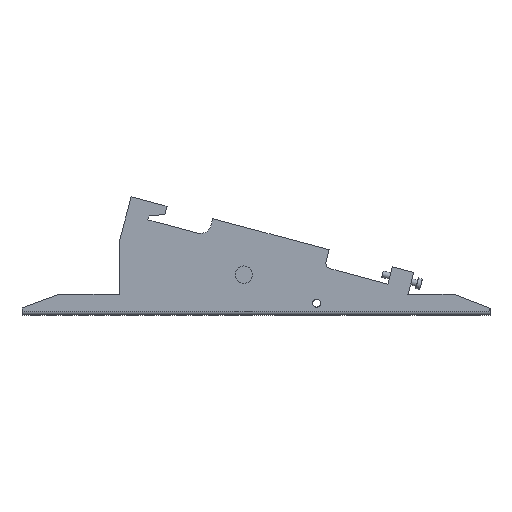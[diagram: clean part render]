
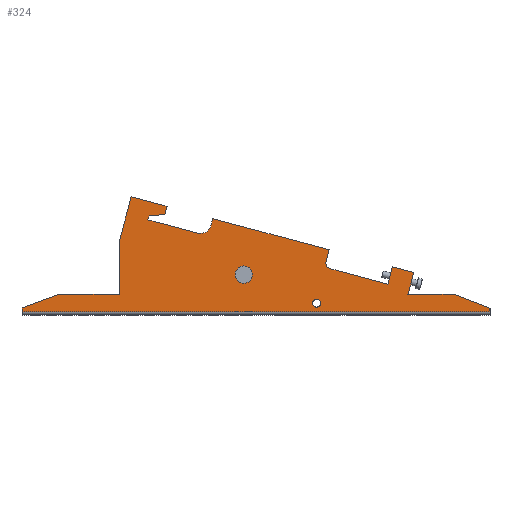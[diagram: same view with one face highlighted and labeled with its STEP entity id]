
A CAD part, left-side view. The second image highlights one B-rep face of the part: STEP entity #324.
In plain terms, the highlighted planar face has unit normal (-1, 0, 0).
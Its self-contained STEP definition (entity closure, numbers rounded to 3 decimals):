
#324=ADVANCED_FACE('NONE',(#715,#716,#717),#718,.T.);
#715=FACE_OUTER_BOUND('',#1137,.T.);
#716=FACE_BOUND('',#1138,.T.);
#717=FACE_BOUND('',#1139,.T.);
#718=PLANE('',#1140);
#1137=EDGE_LOOP('',(#2108,#2109,#2110,#2111,#2112,#2113,#2114,#2115,#2116,#2117,#2118,#2119,#2120,#2121,#2122,#2123,#2124,#2125,#2126,#2127,#2128,#2129,#2130,#2131));
#1138=EDGE_LOOP('',(#2132,#2133));
#1139=EDGE_LOOP('',(#2134,#2135));
#1140=AXIS2_PLACEMENT_3D('',#2136,#2137,#2138);
#2108=ORIENTED_EDGE('',*,*,#2854,.F.);
#2109=ORIENTED_EDGE('',*,*,#2803,.F.);
#2110=ORIENTED_EDGE('',*,*,#2501,.F.);
#2111=ORIENTED_EDGE('',*,*,#2855,.F.);
#2112=ORIENTED_EDGE('',*,*,#2584,.F.);
#2113=ORIENTED_EDGE('',*,*,#2567,.F.);
#2114=ORIENTED_EDGE('',*,*,#2496,.F.);
#2115=ORIENTED_EDGE('',*,*,#2646,.F.);
#2116=ORIENTED_EDGE('',*,*,#2800,.F.);
#2117=ORIENTED_EDGE('',*,*,#2844,.F.);
#2118=ORIENTED_EDGE('',*,*,#2486,.F.);
#2119=ORIENTED_EDGE('',*,*,#2718,.F.);
#2120=ORIENTED_EDGE('',*,*,#2856,.F.);
#2121=ORIENTED_EDGE('',*,*,#2857,.F.);
#2122=ORIENTED_EDGE('',*,*,#2831,.F.);
#2123=ORIENTED_EDGE('',*,*,#2809,.F.);
#2124=ORIENTED_EDGE('',*,*,#2858,.F.);
#2125=ORIENTED_EDGE('',*,*,#2565,.F.);
#2126=ORIENTED_EDGE('',*,*,#2576,.F.);
#2127=ORIENTED_EDGE('',*,*,#2612,.F.);
#2128=ORIENTED_EDGE('',*,*,#2859,.F.);
#2129=ORIENTED_EDGE('',*,*,#2650,.F.);
#2130=ORIENTED_EDGE('',*,*,#2827,.T.);
#2131=ORIENTED_EDGE('',*,*,#2860,.T.);
#2132=ORIENTED_EDGE('',*,*,#2861,.F.);
#2133=ORIENTED_EDGE('',*,*,#2635,.F.);
#2134=ORIENTED_EDGE('',*,*,#2791,.F.);
#2135=ORIENTED_EDGE('',*,*,#2667,.F.);
#2136=CARTESIAN_POINT('',(-0.69,17.0,4.994));
#2137=DIRECTION('',(-1.0,0.0,0.0));
#2138=DIRECTION('',(0.0,0.0,1.0));
#2486=EDGE_CURVE('NONE',#2990,#2986,#2992,.T.);
#2496=EDGE_CURVE('NONE',#3008,#3004,#3010,.T.);
#2501=EDGE_CURVE('NONE',#3017,#3013,#3019,.T.);
#2565=EDGE_CURVE('NONE',#3132,#3130,#3134,.T.);
#2567=EDGE_CURVE('NONE',#3004,#3136,#3137,.T.);
#2576=EDGE_CURVE('NONE',#3150,#3132,#3152,.T.);
#2584=EDGE_CURVE('NONE',#3136,#3160,#3161,.T.);
#2612=EDGE_CURVE('NONE',#3203,#3150,#3205,.T.);
#2635=EDGE_CURVE('NONE',#3237,#3239,#3240,.T.);
#2646=EDGE_CURVE('NONE',#3254,#3008,#3256,.T.);
#2650=EDGE_CURVE('NONE',#3260,#3258,#3262,.T.);
#2667=EDGE_CURVE('NONE',#3288,#3290,#3291,.T.);
#2718=EDGE_CURVE('NONE',#3366,#2990,#3368,.T.);
#2791=EDGE_CURVE('NONE',#3290,#3288,#3483,.T.);
#2800=EDGE_CURVE('NONE',#3492,#3254,#3494,.T.);
#2803=EDGE_CURVE('NONE',#3013,#3496,#3498,.T.);
#2809=EDGE_CURVE('NONE',#3504,#3502,#3506,.T.);
#2827=EDGE_CURVE('NONE',#3260,#3527,#3529,.T.);
#2831=EDGE_CURVE('NONE',#3502,#3532,#3534,.T.);
#2844=EDGE_CURVE('NONE',#2986,#3492,#3548,.T.);
#2854=EDGE_CURVE('NONE',#3496,#3558,#3559,.T.);
#2855=EDGE_CURVE('NONE',#3160,#3017,#3560,.T.);
#2856=EDGE_CURVE('NONE',#3561,#3366,#3562,.T.);
#2857=EDGE_CURVE('NONE',#3532,#3561,#3563,.T.);
#2858=EDGE_CURVE('NONE',#3130,#3504,#3564,.T.);
#2859=EDGE_CURVE('NONE',#3258,#3203,#3565,.T.);
#2860=EDGE_CURVE('NONE',#3527,#3558,#3566,.T.);
#2861=EDGE_CURVE('NONE',#3239,#3237,#3567,.T.);
#2986=VERTEX_POINT('NONE',#3711);
#2990=VERTEX_POINT('NONE',#3717);
#2992=LINE('',#3720,#3721);
#3004=VERTEX_POINT('NONE',#3737);
#3008=VERTEX_POINT('NONE',#3743);
#3010=LINE('',#3746,#3747);
#3013=VERTEX_POINT('NONE',#3750);
#3017=VERTEX_POINT('NONE',#3756);
#3019=LINE('',#3759,#3760);
#3130=VERTEX_POINT('NONE',#3908);
#3132=VERTEX_POINT('NONE',#3911);
#3134=LINE('',#3914,#3915);
#3136=VERTEX_POINT('NONE',#3917);
#3137=LINE('',#3918,#3919);
#3150=VERTEX_POINT('NONE',#3936);
#3152=LINE('',#3939,#3940);
#3160=VERTEX_POINT('NONE',#3948);
#3161=LINE('',#3949,#3950);
#3203=VERTEX_POINT('NONE',#4007);
#3205=LINE('',#4010,#4011);
#3237=VERTEX_POINT('',#4052);
#3239=VERTEX_POINT('NONE',#4055);
#3240=CIRCLE('',#4056,0.315);
#3254=VERTEX_POINT('NONE',#4073);
#3256=CIRCLE('',#4076,0.2);
#3258=VERTEX_POINT('NONE',#4078);
#3260=VERTEX_POINT('NONE',#4081);
#3262=LINE('',#4084,#4085);
#3288=VERTEX_POINT('',#4118);
#3290=VERTEX_POINT('NONE',#4121);
#3291=CIRCLE('',#4122,0.142);
#3366=VERTEX_POINT('',#4228);
#3368=CIRCLE('',#4231,0.4);
#3483=CIRCLE('',#4365,0.142);
#3492=VERTEX_POINT('NONE',#4378);
#3494=LINE('',#4381,#4382);
#3496=VERTEX_POINT('NONE',#4384);
#3498=LINE('',#4387,#4388);
#3502=VERTEX_POINT('NONE',#4392);
#3504=VERTEX_POINT('NONE',#4395);
#3506=LINE('',#4398,#4399);
#3527=VERTEX_POINT('NONE',#4431);
#3529=LINE('',#4433,#4434);
#3532=VERTEX_POINT('NONE',#4437);
#3534=LINE('',#4440,#4441);
#3548=LINE('',#4460,#4461);
#3558=VERTEX_POINT('NONE',#4473);
#3559=LINE('',#4474,#4475);
#3560=LINE('',#4476,#4477);
#3561=VERTEX_POINT('NONE',#4478);
#3562=CIRCLE('',#4479,0.4);
#3563=LINE('',#4480,#4481);
#3564=LINE('',#4482,#4483);
#3565=LINE('',#4484,#4485);
#3566=LINE('',#4486,#4487);
#3567=CIRCLE('',#4488,0.315);
#3711=CARTESIAN_POINT('',(-0.69,10.07,3.503));
#3717=CARTESIAN_POINT('',(-0.69,10.135,3.26));
#3720=CARTESIAN_POINT('',(-0.69,10.162,3.162));
#3721=VECTOR('',#4627,39.37);
#3737=CARTESIAN_POINT('',(-0.69,3.709,1.124));
#3743=CARTESIAN_POINT('',(-0.69,5.815,1.688));
#3746=CARTESIAN_POINT('',(-0.69,17.077,4.706));
#3747=VECTOR('',#4635,39.37);
#3750=CARTESIAN_POINT('',(-0.69,1.307,0.75));
#3756=CARTESIAN_POINT('',(-0.69,2.981,0.75));
#3759=CARTESIAN_POINT('',(-0.69,17.0,0.75));
#3760=VECTOR('',#4639,39.37);
#3908=CARTESIAN_POINT('',(-0.69,11.731,3.948));
#3911=CARTESIAN_POINT('',(-0.69,13.031,4.297));
#3914=CARTESIAN_POINT('',(-0.69,16.909,5.335));
#3915=VECTOR('',#4727,39.37);
#3917=CARTESIAN_POINT('',(-0.69,3.54,1.753));
#3918=CARTESIAN_POINT('',(-0.69,3.632,1.412));
#3919=VECTOR('',#4728,39.37);
#3936=CARTESIAN_POINT('',(-0.69,13.464,2.682));
#3939=CARTESIAN_POINT('',(-0.69,13.123,3.955));
#3940=VECTOR('',#4740,39.37);
#3948=CARTESIAN_POINT('',(-0.69,2.768,1.546));
#3949=CARTESIAN_POINT('',(-0.69,16.909,5.335));
#3950=VECTOR('',#4753,39.37);
#4007=CARTESIAN_POINT('',(-0.69,13.464,0.75));
#4010=CARTESIAN_POINT('',(-0.69,13.464,4.994));
#4011=VECTOR('',#4785,39.37);
#4052=CARTESIAN_POINT('',(-0.69,8.946,1.785));
#4055=CARTESIAN_POINT('',(-0.69,8.946,1.156));
#4056=AXIS2_PLACEMENT_3D('',#4814,#4815,#4816);
#4073=CARTESIAN_POINT('',(-0.69,5.956,1.933));
#4076=AXIS2_PLACEMENT_3D('',#4830,#4831,#4832);
#4078=CARTESIAN_POINT('',(-0.69,15.673,0.75));
#4081=CARTESIAN_POINT('',(-0.69,17.0,0.265));
#4084=CARTESIAN_POINT('',(-0.69,15.475,0.822));
#4085=VECTOR('',#4835,39.37);
#4118=CARTESIAN_POINT('',(-0.69,6.298,0.572));
#4121=CARTESIAN_POINT('',(-0.69,6.298,0.288));
#4122=AXIS2_PLACEMENT_3D('',#4856,#4857,#4858);
#4228=CARTESIAN_POINT('',(-0.69,10.522,2.963));
#4231=AXIS2_PLACEMENT_3D('',#4921,#4922,#4923);
#4365=AXIS2_PLACEMENT_3D('',#5069,#5070,#5071);
#4378=CARTESIAN_POINT('',(-0.69,5.839,2.369));
#4381=CARTESIAN_POINT('',(-0.69,5.931,2.028));
#4382=VECTOR('',#5077,39.37);
#4384=CARTESIAN_POINT('',(-0.69,0.,0.256));
#4387=CARTESIAN_POINT('',(-0.69,16.44,6.474));
#4388=VECTOR('',#5079,39.37);
#4392=CARTESIAN_POINT('',(-0.69,12.386,3.603));
#4395=CARTESIAN_POINT('',(-0.69,11.81,3.654));
#4398=CARTESIAN_POINT('',(-0.69,16.841,3.206));
#4399=VECTOR('',#5085,39.37);
#4431=CARTESIAN_POINT('',(-0.69,17.0,0.12));
#4433=CARTESIAN_POINT('',(-0.69,17.0,4.994));
#4434=VECTOR('',#5100,39.37);
#4437=CARTESIAN_POINT('',(-0.69,12.425,3.459));
#4440=CARTESIAN_POINT('',(-0.69,12.348,3.748));
#4441=VECTOR('',#5105,39.37);
#4460=CARTESIAN_POINT('',(-0.69,16.909,5.335));
#4461=VECTOR('',#5114,39.37);
#4473=CARTESIAN_POINT('',(-0.69,0.0,0.12));
#4474=CARTESIAN_POINT('',(-0.69,0.0,4.994));
#4475=VECTOR('',#5117,39.37);
#4476=CARTESIAN_POINT('',(-0.69,2.859,1.205));
#4477=VECTOR('',#5118,39.37);
#4478=CARTESIAN_POINT('',(-0.69,10.625,2.977));
#4479=AXIS2_PLACEMENT_3D('',#5119,#5120,#5121);
#4480=CARTESIAN_POINT('',(-0.69,17.077,4.706));
#4481=VECTOR('',#5122,39.37);
#4482=CARTESIAN_POINT('',(-0.69,11.823,3.607));
#4483=VECTOR('',#5123,39.37);
#4484=CARTESIAN_POINT('',(-0.69,17.0,0.75));
#4485=VECTOR('',#5124,39.37);
#4486=CARTESIAN_POINT('',(-0.69,17.0,0.12));
#4487=VECTOR('',#5125,39.37);
#4488=AXIS2_PLACEMENT_3D('',#5126,#5127,#5128);
#4627=DIRECTION('',(0.0,-0.259,0.966));
#4635=DIRECTION('',(0.0,-0.966,-0.259));
#4639=DIRECTION('',(0.0,-1.0,0.0));
#4727=DIRECTION('',(0.0,-0.966,-0.259));
#4728=DIRECTION('',(0.0,-0.259,0.966));
#4740=DIRECTION('',(0.0,-0.259,0.966));
#4753=DIRECTION('',(0.0,-0.966,-0.259));
#4785=DIRECTION('',(0.0,0.0,1.0));
#4814=CARTESIAN_POINT('',(-0.69,8.946,1.471));
#4815=DIRECTION('',(-1.0,0.0,0.0));
#4816=DIRECTION('',(0.0,0.0,1.0));
#4830=CARTESIAN_POINT('',(-0.69,5.763,1.881));
#4831=DIRECTION('',(-1.0,0.0,0.0));
#4832=DIRECTION('',(0.0,0.0,1.0));
#4835=DIRECTION('',(0.0,-0.939,0.343));
#4856=CARTESIAN_POINT('',(-0.69,6.298,0.43));
#4857=DIRECTION('',(-1.0,0.0,0.0));
#4858=DIRECTION('',(0.0,0.0,1.0));
#4921=CARTESIAN_POINT('',(-0.69,10.522,3.363));
#4922=DIRECTION('',(-1.0,0.0,0.0));
#4923=DIRECTION('',(0.0,0.0,1.0));
#5069=CARTESIAN_POINT('',(-0.69,6.298,0.43));
#5070=DIRECTION('',(-1.0,0.0,0.0));
#5071=DIRECTION('',(0.0,0.0,1.0));
#5077=DIRECTION('',(0.0,0.259,-0.966));
#5079=DIRECTION('',(0.0,-0.935,-0.354));
#5085=DIRECTION('',(0.0,0.996,-0.089));
#5100=DIRECTION('',(0.0,0.0,-1.0));
#5105=DIRECTION('',(0.0,0.259,-0.966));
#5114=DIRECTION('',(0.0,-0.966,-0.259));
#5117=DIRECTION('',(0.0,0.0,-1.0));
#5118=DIRECTION('',(0.0,0.259,-0.966));
#5119=CARTESIAN_POINT('',(-0.69,10.522,3.363));
#5120=DIRECTION('',(-1.0,0.0,0.0));
#5121=DIRECTION('',(0.0,0.0,1.0));
#5122=DIRECTION('',(0.0,-0.966,-0.259));
#5123=DIRECTION('',(0.0,0.259,-0.966));
#5124=DIRECTION('',(0.0,-1.0,0.0));
#5125=DIRECTION('',(-0.0,-1.0,-0.0));
#5126=CARTESIAN_POINT('',(-0.69,8.946,1.471));
#5127=DIRECTION('',(-1.0,0.0,0.0));
#5128=DIRECTION('',(0.0,0.0,1.0));
